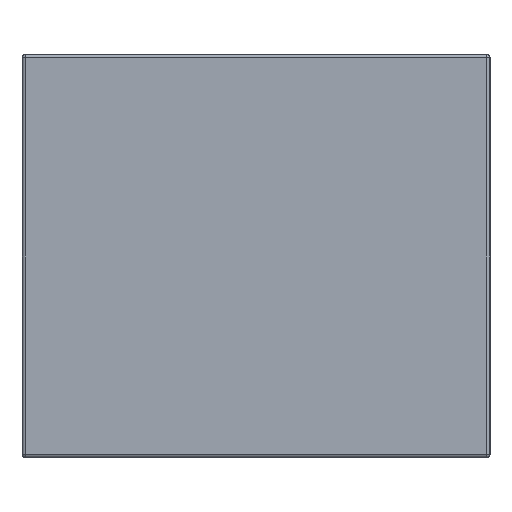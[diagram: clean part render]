
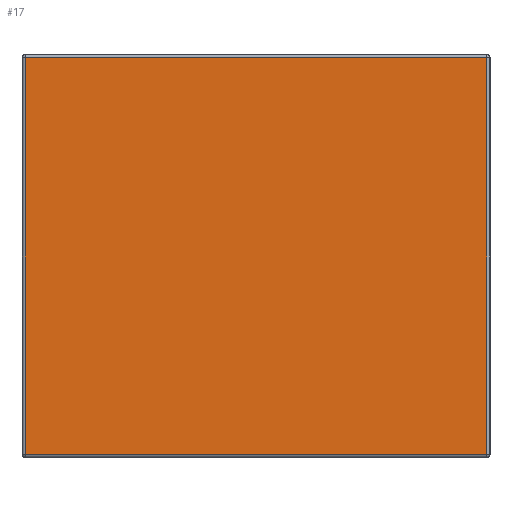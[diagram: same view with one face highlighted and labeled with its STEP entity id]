
A CAD part, left-side view. The second image highlights one B-rep face of the part: STEP entity #17.
In plain terms, the highlighted planar face has unit normal (-1, 0, 0).
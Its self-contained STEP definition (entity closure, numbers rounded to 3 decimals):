
#17 = ADVANCED_FACE ( 'NONE', ( #333 ), #1128, .T. ) ;
#65 = VERTEX_POINT ( 'NONE', #989 ) ;
#74 = LINE ( 'NONE', #1263, #738 ) ;
#97 = EDGE_CURVE ( 'NONE', #560, #541, #1797, .T. ) ;
#282 = EDGE_LOOP ( 'NONE', ( #1721, #511, #462, #605 ) ) ;
#333 = FACE_OUTER_BOUND ( 'NONE', #282, .T. ) ;
#340 = CARTESIAN_POINT ( 'NONE',  ( -8.2, 0.05, -6.15 ) ) ;
#455 = EDGE_CURVE ( 'NONE', #1140, #560, #1453, .T. ) ;
#462 = ORIENTED_EDGE ( 'NONE', *, *, #97, .T. ) ;
#511 = ORIENTED_EDGE ( 'NONE', *, *, #455, .T. ) ;
#520 = DIRECTION ( 'NONE',  ( 0., 0., 1. ) ) ;
#541 = VERTEX_POINT ( 'NONE', #340 ) ;
#560 = VERTEX_POINT ( 'NONE', #1566 ) ;
#605 = ORIENTED_EDGE ( 'NONE', *, *, #873, .T. ) ;
#675 = CARTESIAN_POINT ( 'NONE',  ( -8.2, 7.2, -6.15 ) ) ;
#738 = VECTOR ( 'NONE', #1407, 1000. ) ;
#774 = VECTOR ( 'NONE', #1556, 1000. ) ;
#857 = VECTOR ( 'NONE', #1237, 1000. ) ;
#873 = EDGE_CURVE ( 'NONE', #541, #65, #74, .T. ) ;
#989 = CARTESIAN_POINT ( 'NONE',  ( -8.2, 0.05, -0.05 ) ) ;
#1100 = CARTESIAN_POINT ( 'NONE',  ( -8.2, 7.15, 0. ) ) ;
#1120 = DIRECTION ( 'NONE',  ( -1., 0., 0. ) ) ;
#1128 = PLANE ( 'NONE',  #1660 ) ;
#1140 = VERTEX_POINT ( 'NONE', #1494 ) ;
#1237 = DIRECTION ( 'NONE',  ( 0., 0., -1. ) ) ;
#1263 = CARTESIAN_POINT ( 'NONE',  ( -8.2, 0.05, 0. ) ) ;
#1407 = DIRECTION ( 'NONE',  ( 0., 0., 1. ) ) ;
#1417 = CARTESIAN_POINT ( 'NONE',  ( -8.2, 7.2, -0.05 ) ) ;
#1453 = LINE ( 'NONE', #1100, #857 ) ;
#1494 = CARTESIAN_POINT ( 'NONE',  ( -8.2, 7.15, -0.05 ) ) ;
#1556 = DIRECTION ( 'NONE',  ( 0., 1., 0. ) ) ;
#1566 = CARTESIAN_POINT ( 'NONE',  ( -8.2, 7.15, -6.15 ) ) ;
#1592 = DIRECTION ( 'NONE',  ( 0., -1., 0. ) ) ;
#1660 = AXIS2_PLACEMENT_3D ( 'NONE', #1709, #1120, #520 ) ;
#1709 = CARTESIAN_POINT ( 'NONE',  ( -8.2, 7.2, 0. ) ) ;
#1721 = ORIENTED_EDGE ( 'NONE', *, *, #1905, .T. ) ;
#1753 = LINE ( 'NONE', #1417, #774 ) ;
#1754 = VECTOR ( 'NONE', #1592, 1000. ) ;
#1797 = LINE ( 'NONE', #675, #1754 ) ;
#1905 = EDGE_CURVE ( 'NONE', #65, #1140, #1753, .T. ) ;
